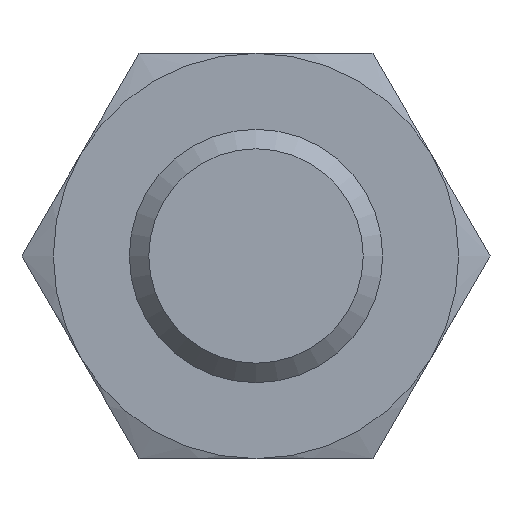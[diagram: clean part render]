
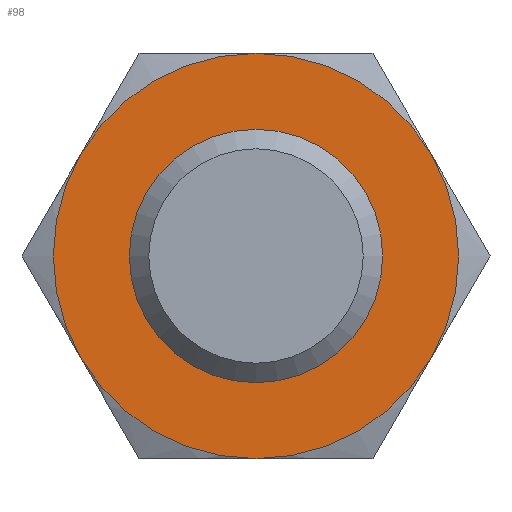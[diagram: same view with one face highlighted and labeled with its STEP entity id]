
A CAD part, front view. The second image highlights one B-rep face of the part: STEP entity #98.
In plain terms, the highlighted planar face has unit normal (0, -1, 0).
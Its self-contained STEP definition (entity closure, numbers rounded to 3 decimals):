
#98 = ADVANCED_FACE( '', ( #195, #196 ), #197, .F. );
#195 = FACE_BOUND( '', #286, .T. );
#196 = FACE_OUTER_BOUND( '', #287, .T. );
#197 = PLANE( '', #288 );
#286 = EDGE_LOOP( '', ( #478 ) );
#287 = EDGE_LOOP( '', ( #479, #480, #481, #482, #483, #484 ) );
#288 = AXIS2_PLACEMENT_3D( '', #485, #486, #487 );
#478 = ORIENTED_EDGE( '', *, *, #566, .F. );
#479 = ORIENTED_EDGE( '', *, *, #549, .T. );
#480 = ORIENTED_EDGE( '', *, *, #554, .T. );
#481 = ORIENTED_EDGE( '', *, *, #531, .T. );
#482 = ORIENTED_EDGE( '', *, *, #516, .T. );
#483 = ORIENTED_EDGE( '', *, *, #563, .T. );
#484 = ORIENTED_EDGE( '', *, *, #520, .T. );
#485 = CARTESIAN_POINT( '', ( 16., 0., 0. ) );
#486 = DIRECTION( '', ( 0., 1., 0. ) );
#487 = DIRECTION( '', ( 0., 0., 1. ) );
#516 = EDGE_CURVE( '', #602, #603, #604, .T. );
#520 = EDGE_CURVE( '', #609, #585, #610, .T. );
#531 = EDGE_CURVE( '', #625, #602, #626, .T. );
#549 = EDGE_CURVE( '', #585, #621, #651, .T. );
#554 = EDGE_CURVE( '', #621, #625, #656, .T. );
#563 = EDGE_CURVE( '', #603, #609, #666, .T. );
#566 = EDGE_CURVE( '', #669, #669, #670, .T. );
#585 = VERTEX_POINT( '', #700 );
#602 = VERTEX_POINT( '', #748 );
#603 = VERTEX_POINT( '', #749 );
#604 = CIRCLE( '', #750, 16. );
#609 = VERTEX_POINT( '', #765 );
#610 = CIRCLE( '', #766, 16. );
#621 = VERTEX_POINT( '', #793 );
#625 = VERTEX_POINT( '', #807 );
#626 = CIRCLE( '', #808, 16. );
#651 = CIRCLE( '', #870, 16. );
#656 = CIRCLE( '', #880, 16. );
#666 = CIRCLE( '', #896, 16. );
#669 = VERTEX_POINT( '', #899 );
#670 = CIRCLE( '', #900, 8.2 );
#700 = CARTESIAN_POINT( '', ( 0., 0., -16. ) );
#748 = CARTESIAN_POINT( '', ( 0., 0., 16. ) );
#749 = CARTESIAN_POINT( '', ( -13.856, 0., 8. ) );
#750 = AXIS2_PLACEMENT_3D( '', #919, #920, #921 );
#765 = CARTESIAN_POINT( '', ( -13.856, 0., -8. ) );
#766 = AXIS2_PLACEMENT_3D( '', #922, #923, #924 );
#793 = CARTESIAN_POINT( '', ( 13.856, 0., -8. ) );
#807 = CARTESIAN_POINT( '', ( 13.856, 0., 8. ) );
#808 = AXIS2_PLACEMENT_3D( '', #929, #930, #931 );
#870 = AXIS2_PLACEMENT_3D( '', #943, #944, #945 );
#880 = AXIS2_PLACEMENT_3D( '', #949, #950, #951 );
#896 = AXIS2_PLACEMENT_3D( '', #956, #957, #958 );
#899 = CARTESIAN_POINT( '', ( 0., 0., -8.2 ) );
#900 = AXIS2_PLACEMENT_3D( '', #959, #960, #961 );
#919 = CARTESIAN_POINT( '', ( 0., 0., 0. ) );
#920 = DIRECTION( '', ( 0., -1., 0. ) );
#921 = DIRECTION( '', ( 0., 0., -1. ) );
#922 = CARTESIAN_POINT( '', ( 0., 0., 0. ) );
#923 = DIRECTION( '', ( 0., -1., 0. ) );
#924 = DIRECTION( '', ( 0., 0., -1. ) );
#929 = CARTESIAN_POINT( '', ( 0., 0., 0. ) );
#930 = DIRECTION( '', ( 0., -1., 0. ) );
#931 = DIRECTION( '', ( 0., 0., -1. ) );
#943 = CARTESIAN_POINT( '', ( 0., 0., 0. ) );
#944 = DIRECTION( '', ( 0., -1., 0. ) );
#945 = DIRECTION( '', ( 0., 0., -1. ) );
#949 = CARTESIAN_POINT( '', ( 0., 0., 0. ) );
#950 = DIRECTION( '', ( 0., -1., 0. ) );
#951 = DIRECTION( '', ( 0., 0., -1. ) );
#956 = CARTESIAN_POINT( '', ( 0., 0., 0. ) );
#957 = DIRECTION( '', ( 0., -1., 0. ) );
#958 = DIRECTION( '', ( 0., 0., -1. ) );
#959 = CARTESIAN_POINT( '', ( 0., 0., 0. ) );
#960 = DIRECTION( '', ( 0., -1., 0. ) );
#961 = DIRECTION( '', ( 0., 0., -1. ) );
